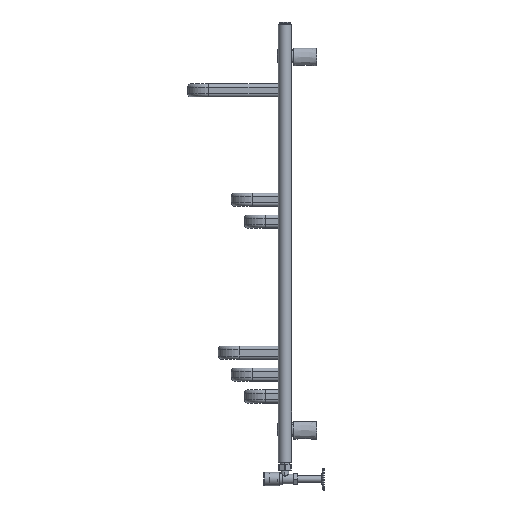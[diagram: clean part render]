
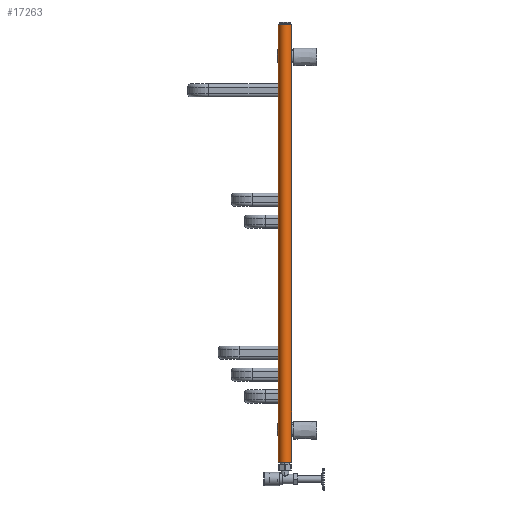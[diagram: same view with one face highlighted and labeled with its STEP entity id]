
A CAD part, left-side view. The second image highlights one B-rep face of the part: STEP entity #17263.
In plain terms, the highlighted cylindrical face has radius 15 mm (diameter 30 mm), a partial arc.
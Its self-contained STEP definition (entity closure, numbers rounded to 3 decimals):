
#4936 = CARTESIAN_POINT ( 'NONE',  ( 10., -15., 1000. ) ) ;
#4950 = CYLINDRICAL_SURFACE ( 'NONE', #4977, 15. ) ;
#4952 = CARTESIAN_POINT ( 'NONE',  ( 10., 15., 0. ) ) ;
#4953 = DIRECTION ( 'NONE',  ( 0., 0., -1. ) ) ;
#4954 = CARTESIAN_POINT ( 'NONE',  ( 10., 0., 1000. ) ) ;
#4956 = DIRECTION ( 'NONE',  ( 0., 0., -1. ) ) ;
#4957 = VECTOR ( 'NONE', #4956, 1000. ) ;
#4963 = CARTESIAN_POINT ( 'NONE',  ( 10., -15., 1000. ) ) ;
#4964 = LINE ( 'NONE', #4963, #4957 ) ;
#4965 = DIRECTION ( 'NONE',  ( 1., 0., 0. ) ) ;
#4966 = DIRECTION ( 'NONE',  ( 0., 0., 1. ) ) ;
#4967 = CARTESIAN_POINT ( 'NONE',  ( 10., 0., 0. ) ) ;
#4968 = AXIS2_PLACEMENT_3D ( 'NONE', #4967, #4966, #4965 ) ;
#4969 = CARTESIAN_POINT ( 'NONE',  ( 10., 15., 1000. ) ) ;
#4971 = FACE_OUTER_BOUND ( 'NONE', #17248, .T. ) ;
#4976 = CARTESIAN_POINT ( 'NONE',  ( 10., -15., 0. ) ) ;
#4977 = AXIS2_PLACEMENT_3D ( 'NONE', #4954, #4953, #5015 ) ;
#4981 = CIRCLE ( 'NONE', #4968, 15. ) ;
#5015 = DIRECTION ( 'NONE',  ( -1., 0., 0. ) ) ;
#5019 = AXIS2_PLACEMENT_3D ( 'NONE', #5075, #5074, #5073 ) ;
#5020 = LINE ( 'NONE', #5032, #5085 ) ;
#5032 = CARTESIAN_POINT ( 'NONE',  ( 10., 15., 1000. ) ) ;
#5073 = DIRECTION ( 'NONE',  ( 1., 0., 0. ) ) ;
#5074 = DIRECTION ( 'NONE',  ( 0., 0., 1. ) ) ;
#5075 = CARTESIAN_POINT ( 'NONE',  ( 10., 0., 1000. ) ) ;
#5078 = DIRECTION ( 'NONE',  ( 0., 0., -1. ) ) ;
#5085 = VECTOR ( 'NONE', #5078, 1000. ) ;
#5086 = CIRCLE ( 'NONE', #5019, 15. ) ;
#17247 = VERTEX_POINT ( 'NONE', #4936 ) ;
#17248 = EDGE_LOOP ( 'NONE', ( #17254, #17315, #17257, #17256 ) ) ;
#17249 = VERTEX_POINT ( 'NONE', #4976 ) ;
#17251 = EDGE_CURVE ( 'NONE', #17249, #17264, #4981, .T. ) ;
#17254 = ORIENTED_EDGE ( 'NONE', *, *, #17251, .T. ) ;
#17255 = EDGE_CURVE ( 'NONE', #17247, #17249, #4964, .T. ) ;
#17256 = ORIENTED_EDGE ( 'NONE', *, *, #17255, .T. ) ;
#17257 = ORIENTED_EDGE ( 'NONE', *, *, #17316, .F. ) ;
#17260 = VERTEX_POINT ( 'NONE', #4969 ) ;
#17263 = ADVANCED_FACE ( 'NONE', ( #4971 ), #4950, .T. ) ;
#17264 = VERTEX_POINT ( 'NONE', #4952 ) ;
#17313 = EDGE_CURVE ( 'NONE', #17260, #17264, #5020, .T. ) ;
#17315 = ORIENTED_EDGE ( 'NONE', *, *, #17313, .F. ) ;
#17316 = EDGE_CURVE ( 'NONE', #17247, #17260, #5086, .T. ) ;
